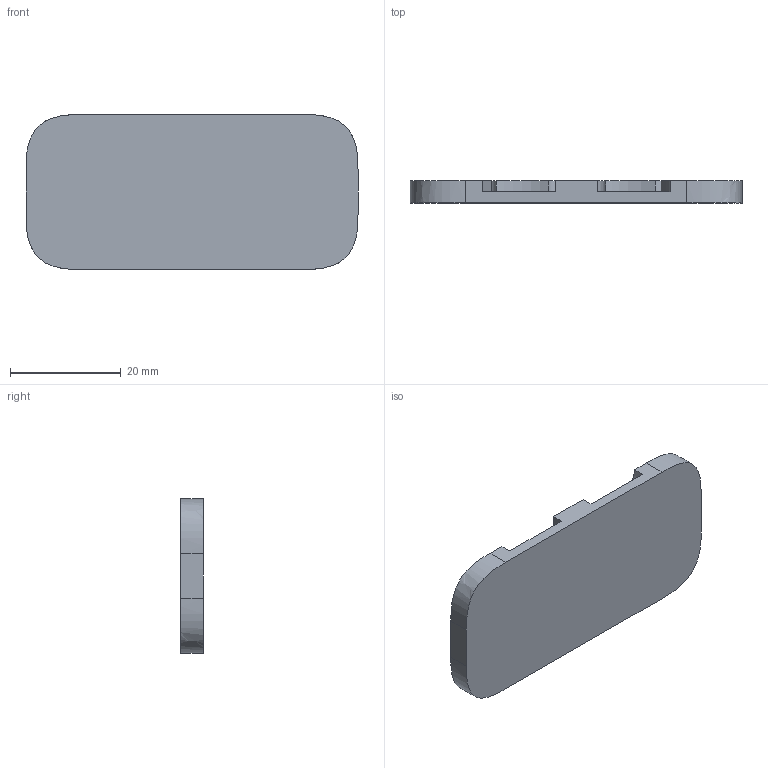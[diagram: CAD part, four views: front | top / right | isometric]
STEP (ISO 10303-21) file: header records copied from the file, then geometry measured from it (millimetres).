
FILE_DESCRIPTION (( 'STEP AP203' ), '1' );
FILE_NAME ('菁釱.ST', '2025-07-24T14:09:21', ( '' ), ( '' ), 'SwSTEP 2.0', 'SolidWorks 2025', '' );
FILE_SCHEMA (( 'CONFIG_CONTROL_DESIGN' ));
Length unit declared in the file: millimetre
Products named in the file (1): 底座
Bounding box: 60 x 4 x 28 mm (x, y, z)
Volume: 5286.8 mm3; surface area: 4114 mm2
Topology: 1 solids, 1 shells, 33 faces, 90 edges, 60 vertices
Faces by surface type: bspline 23, plane 10
Entity records: 1781 total; most frequent: CARTESIAN_POINT 1045, ORIENTED_EDGE 180, EDGE_CURVE 90, VERTEX_POINT 60, DIRECTION 56, B_SPLINE_CURVE_WITH_KNOTS 56, VECTOR 34, EDGE_LOOP 34
